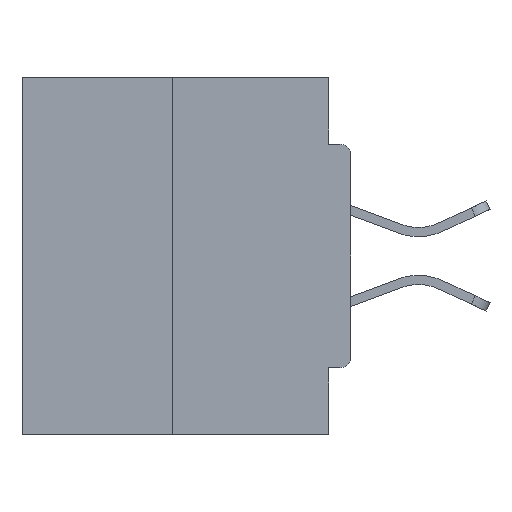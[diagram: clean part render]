
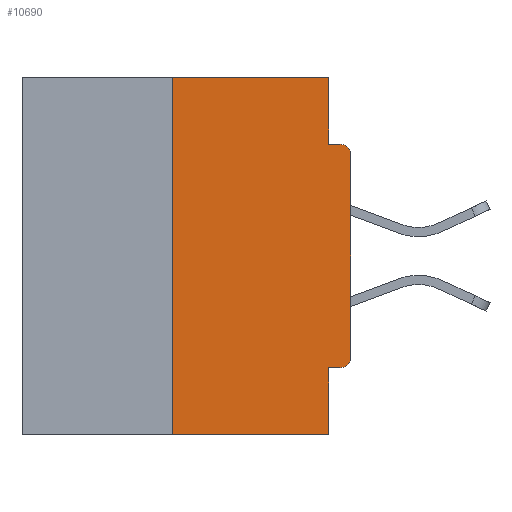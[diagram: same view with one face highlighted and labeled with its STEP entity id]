
A CAD part, left-side view. The second image highlights one B-rep face of the part: STEP entity #10690.
In plain terms, the highlighted planar face has unit normal (-1, 0, 0).
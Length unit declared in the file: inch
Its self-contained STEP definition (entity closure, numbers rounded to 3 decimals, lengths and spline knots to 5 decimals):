
#812 = AXIS2_PLACEMENT_3D ( 'NONE', #37528, #23245, #27694 ) ;
#1556 = VERTEX_POINT ( 'NONE', #12484 ) ;
#2076 = VERTEX_POINT ( 'NONE', #43531 ) ;
#2631 = CARTESIAN_POINT ( 'NONE',  ( 0., 0.46, -0.5 ) ) ;
#2668 = CARTESIAN_POINT ( 'NONE',  ( 0., 0.015, -0.4065 ) ) ;
#2817 = DIRECTION ( 'NONE',  ( -1., 0., 0. ) ) ;
#3032 = DIRECTION ( 'NONE',  ( 0., 0., -1. ) ) ;
#5572 = VECTOR ( 'NONE', #14508, 39.37008 ) ;
#5739 = VERTEX_POINT ( 'NONE', #38808 ) ;
#6118 = LINE ( 'NONE', #26483, #30257 ) ;
#6343 = EDGE_CURVE ( 'NONE', #42379, #43065, #9375, .T. ) ;
#6496 = DIRECTION ( 'NONE',  ( 0., 0., -1. ) ) ;
#6726 = LINE ( 'NONE', #16823, #10367 ) ;
#8288 = ORIENTED_EDGE ( 'NONE', *, *, #35721, .F. ) ;
#8509 = AXIS2_PLACEMENT_3D ( 'NONE', #31868, #28298, #41929 ) ;
#8918 = EDGE_CURVE ( 'NONE', #1556, #21719, #19680, .T. ) ;
#9375 = CIRCLE ( 'NONE', #812, 0.015 ) ;
#9799 = CIRCLE ( 'NONE', #10535, 0.015 ) ;
#10367 = VECTOR ( 'NONE', #6496, 39.37008 ) ;
#10380 = VECTOR ( 'NONE', #33314, 39.37008 ) ;
#10383 = CARTESIAN_POINT ( 'NONE',  ( 0., 0.031, 0. ) ) ;
#10535 = AXIS2_PLACEMENT_3D ( 'NONE', #12234, #2817, #3032 ) ;
#10690 = ADVANCED_FACE ( 'NONE', ( #31634 ), #29170, .F. ) ;
#12234 = CARTESIAN_POINT ( 'NONE',  ( 0., 0.015, -0.3915 ) ) ;
#12484 = CARTESIAN_POINT ( 'NONE',  ( 0., 0.25, -0.5 ) ) ;
#13263 = DIRECTION ( 'NONE',  ( 0., 1., 0. ) ) ;
#13574 = CARTESIAN_POINT ( 'NONE',  ( 0., 0.015, -0.0935 ) ) ;
#13828 = CARTESIAN_POINT ( 'NONE',  ( 0., 0.031, -0.4065 ) ) ;
#14433 = LINE ( 'NONE', #21382, #36279 ) ;
#14508 = DIRECTION ( 'NONE',  ( 0., 0., 1. ) ) ;
#16823 = CARTESIAN_POINT ( 'NONE',  ( 0., 0.031, -0.5 ) ) ;
#17429 = VERTEX_POINT ( 'NONE', #31291 ) ;
#18146 = LINE ( 'NONE', #21498, #37710 ) ;
#19500 = EDGE_CURVE ( 'NONE', #40724, #5739, #9799, .T. ) ;
#19680 = LINE ( 'NONE', #2631, #10380 ) ;
#19956 = EDGE_CURVE ( 'NONE', #5739, #42379, #18146, .T. ) ;
#20575 = ORIENTED_EDGE ( 'NONE', *, *, #19500, .T. ) ;
#21223 = ORIENTED_EDGE ( 'NONE', *, *, #19956, .T. ) ;
#21382 = CARTESIAN_POINT ( 'NONE',  ( 0., 0.46, 0. ) ) ;
#21498 = CARTESIAN_POINT ( 'NONE',  ( 0., 0., 0. ) ) ;
#21719 = VERTEX_POINT ( 'NONE', #23472 ) ;
#22175 = ORIENTED_EDGE ( 'NONE', *, *, #6343, .T. ) ;
#23245 = DIRECTION ( 'NONE',  ( -1., 0., 0. ) ) ;
#23472 = CARTESIAN_POINT ( 'NONE',  ( 0., 0.031, -0.5 ) ) ;
#24791 = ORIENTED_EDGE ( 'NONE', *, *, #8918, .T. ) ;
#25274 = ORIENTED_EDGE ( 'NONE', *, *, #30560, .F. ) ;
#25403 = CARTESIAN_POINT ( 'NONE',  ( 0., 0., -0.0935 ) ) ;
#26152 = CARTESIAN_POINT ( 'NONE',  ( 0., 0., -0.1085 ) ) ;
#26483 = CARTESIAN_POINT ( 'NONE',  ( 0., 0., -0.4065 ) ) ;
#26935 = ORIENTED_EDGE ( 'NONE', *, *, #41985, .F. ) ;
#27694 = DIRECTION ( 'NONE',  ( 0., 0., -1. ) ) ;
#27914 = ORIENTED_EDGE ( 'NONE', *, *, #42811, .F. ) ;
#28278 = DIRECTION ( 'NONE',  ( 0., 0., -1. ) ) ;
#28298 = DIRECTION ( 'NONE',  ( 1., 0., 0. ) ) ;
#29170 = PLANE ( 'NONE',  #8509 ) ;
#30257 = VECTOR ( 'NONE', #13263, 39.37008 ) ;
#30427 = LINE ( 'NONE', #44062, #5572 ) ;
#30560 = EDGE_CURVE ( 'NONE', #17429, #43065, #42609, .T. ) ;
#31043 = VECTOR ( 'NONE', #41720, 39.37008 ) ;
#31291 = CARTESIAN_POINT ( 'NONE',  ( 0., 0.031, -0.0935 ) ) ;
#31634 = FACE_OUTER_BOUND ( 'NONE', #35416, .T. ) ;
#31868 = CARTESIAN_POINT ( 'NONE',  ( 0., 0.46, 0. ) ) ;
#33314 = DIRECTION ( 'NONE',  ( 0., -1., 0. ) ) ;
#33668 = EDGE_CURVE ( 'NONE', #2076, #17429, #41031, .T. ) ;
#35122 = ORIENTED_EDGE ( 'NONE', *, *, #39540, .F. ) ;
#35141 = DIRECTION ( 'NONE',  ( 0., 0., 1. ) ) ;
#35416 = EDGE_LOOP ( 'NONE', ( #35122, #26935, #24791, #8288, #27914, #20575, #21223, #22175, #25274, #43859 ) ) ;
#35721 = EDGE_CURVE ( 'NONE', #36389, #21719, #6726, .T. ) ;
#36279 = VECTOR ( 'NONE', #38794, 39.37008 ) ;
#36389 = VERTEX_POINT ( 'NONE', #13828 ) ;
#37015 = CARTESIAN_POINT ( 'NONE',  ( 0., 0.25, 0. ) ) ;
#37528 = CARTESIAN_POINT ( 'NONE',  ( 0., 0.015, -0.1085 ) ) ;
#37710 = VECTOR ( 'NONE', #35141, 39.37008 ) ;
#38428 = VERTEX_POINT ( 'NONE', #37015 ) ;
#38794 = DIRECTION ( 'NONE',  ( 0., -1., 0. ) ) ;
#38808 = CARTESIAN_POINT ( 'NONE',  ( 0., 0., -0.3915 ) ) ;
#39540 = EDGE_CURVE ( 'NONE', #38428, #2076, #14433, .T. ) ;
#40724 = VERTEX_POINT ( 'NONE', #2668 ) ;
#41031 = LINE ( 'NONE', #10383, #41159 ) ;
#41159 = VECTOR ( 'NONE', #28278, 39.37008 ) ;
#41720 = DIRECTION ( 'NONE',  ( 0., -1., 0. ) ) ;
#41929 = DIRECTION ( 'NONE',  ( 0., 0., -1. ) ) ;
#41985 = EDGE_CURVE ( 'NONE', #1556, #38428, #30427, .T. ) ;
#42379 = VERTEX_POINT ( 'NONE', #26152 ) ;
#42609 = LINE ( 'NONE', #25403, #31043 ) ;
#42811 = EDGE_CURVE ( 'NONE', #40724, #36389, #6118, .T. ) ;
#43065 = VERTEX_POINT ( 'NONE', #13574 ) ;
#43531 = CARTESIAN_POINT ( 'NONE',  ( 0., 0.031, 0. ) ) ;
#43859 = ORIENTED_EDGE ( 'NONE', *, *, #33668, .F. ) ;
#44062 = CARTESIAN_POINT ( 'NONE',  ( 0., 0.25, 0. ) ) ;
